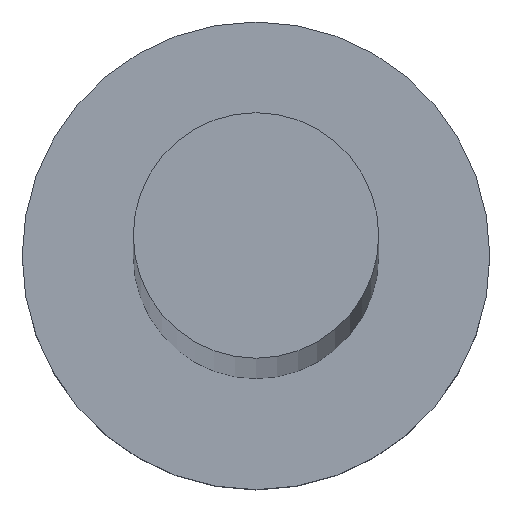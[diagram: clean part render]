
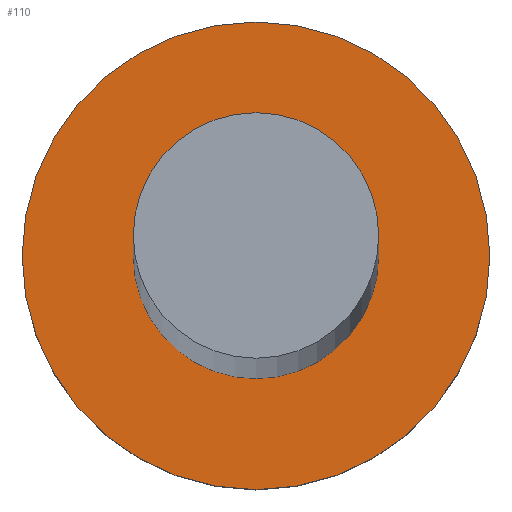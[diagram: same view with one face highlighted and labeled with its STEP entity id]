
A CAD part, top view. The second image highlights one B-rep face of the part: STEP entity #110.
In plain terms, the highlighted planar face has unit normal (0, 0, 1).
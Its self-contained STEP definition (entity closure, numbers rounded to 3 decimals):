
#5 = DIRECTION ( 'NONE',  ( 1., 0., 0. ) ) ;
#10 = CARTESIAN_POINT ( 'NONE',  ( 0., 0., 3. ) ) ;
#13 = CIRCLE ( 'NONE', #79, 2.1 ) ;
#15 = AXIS2_PLACEMENT_3D ( 'NONE', #36, #251, #37 ) ;
#27 = DIRECTION ( 'NONE',  ( 1., 0., 0. ) ) ;
#29 = EDGE_CURVE ( 'NONE', #222, #63, #13, .T. ) ;
#32 = CARTESIAN_POINT ( 'NONE',  ( 0., 0., 3. ) ) ;
#36 = CARTESIAN_POINT ( 'NONE',  ( 0., 0., 3. ) ) ;
#37 = DIRECTION ( 'NONE',  ( 1., 0., 0. ) ) ;
#47 = ORIENTED_EDGE ( 'NONE', *, *, #29, .F. ) ;
#52 = DIRECTION ( 'NONE',  ( 1., 0., 0. ) ) ;
#54 = AXIS2_PLACEMENT_3D ( 'NONE', #177, #224, #5 ) ;
#55 = CARTESIAN_POINT ( 'NONE',  ( 4., 0., 3. ) ) ;
#63 = VERTEX_POINT ( 'NONE', #158 ) ;
#66 = CIRCLE ( 'NONE', #54, 2.1 ) ;
#69 = CARTESIAN_POINT ( 'NONE',  ( -4., 0., 3. ) ) ;
#73 = EDGE_CURVE ( 'NONE', #63, #222, #66, .T. ) ;
#79 = AXIS2_PLACEMENT_3D ( 'NONE', #32, #227, #52 ) ;
#99 = ORIENTED_EDGE ( 'NONE', *, *, #234, .T. ) ;
#104 = FACE_OUTER_BOUND ( 'NONE', #206, .T. ) ;
#110 = ADVANCED_FACE ( 'NONE', ( #156, #104 ), #184, .T. ) ;
#122 = ORIENTED_EDGE ( 'NONE', *, *, #249, .T. ) ;
#126 = VERTEX_POINT ( 'NONE', #69 ) ;
#129 = AXIS2_PLACEMENT_3D ( 'NONE', #10, #162, #27 ) ;
#142 = DIRECTION ( 'NONE',  ( 0., 0., 1. ) ) ;
#156 = FACE_BOUND ( 'NONE', #183, .T. ) ;
#158 = CARTESIAN_POINT ( 'NONE',  ( -2.1, 0., 3. ) ) ;
#162 = DIRECTION ( 'NONE',  ( 0., 0., 1. ) ) ;
#177 = CARTESIAN_POINT ( 'NONE',  ( 0., 0., 3. ) ) ;
#183 = EDGE_LOOP ( 'NONE', ( #209, #47 ) ) ;
#184 = PLANE ( 'NONE',  #129 ) ;
#188 = CIRCLE ( 'NONE', #240, 4. ) ;
#189 = CARTESIAN_POINT ( 'NONE',  ( 2.1, 0., 3. ) ) ;
#201 = VERTEX_POINT ( 'NONE', #55 ) ;
#202 = CIRCLE ( 'NONE', #15, 4. ) ;
#206 = EDGE_LOOP ( 'NONE', ( #122, #99 ) ) ;
#209 = ORIENTED_EDGE ( 'NONE', *, *, #73, .F. ) ;
#210 = DIRECTION ( 'NONE',  ( 1., 0., 0. ) ) ;
#222 = VERTEX_POINT ( 'NONE', #189 ) ;
#223 = CARTESIAN_POINT ( 'NONE',  ( 0., 0., 3. ) ) ;
#224 = DIRECTION ( 'NONE',  ( 0., 0., 1. ) ) ;
#227 = DIRECTION ( 'NONE',  ( 0., 0., 1. ) ) ;
#234 = EDGE_CURVE ( 'NONE', #201, #126, #188, .T. ) ;
#240 = AXIS2_PLACEMENT_3D ( 'NONE', #223, #142, #210 ) ;
#249 = EDGE_CURVE ( 'NONE', #126, #201, #202, .T. ) ;
#251 = DIRECTION ( 'NONE',  ( 0., 0., 1. ) ) ;
